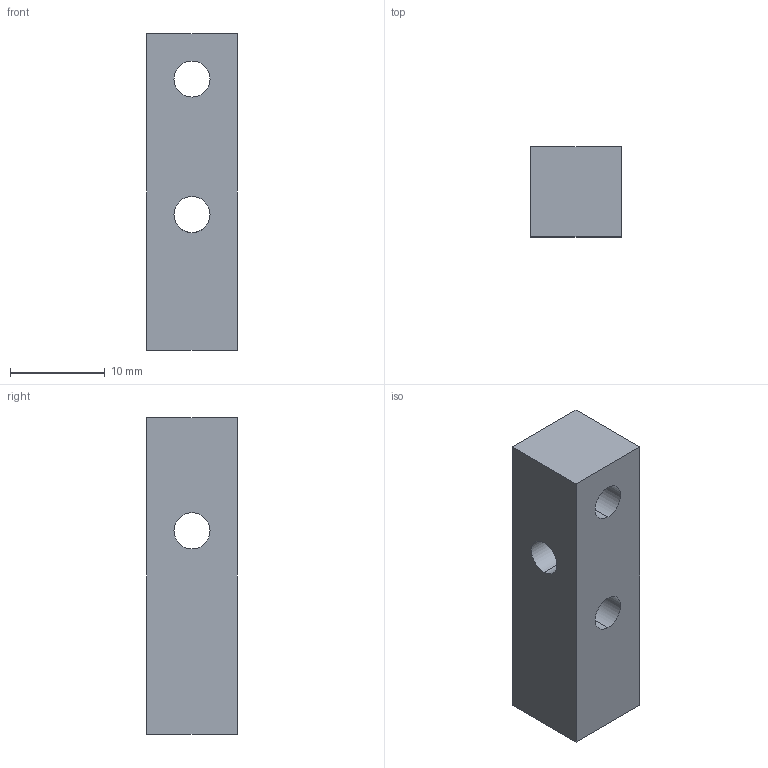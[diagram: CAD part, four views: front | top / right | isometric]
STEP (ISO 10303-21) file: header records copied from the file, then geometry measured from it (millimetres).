
FILE_DESCRIPTION (( 'STEP AP214' ), '1' );
FILE_NAME ('0.375in Medium NutStrip Corner R1.STEP', '2019-10-02T22:10:03', ( 'Kurtis' ), ( '' ), 'SwSTEP 2.0', 'SolidWorks 2015', '' );
FILE_SCHEMA (( 'AUTOMOTIVE_DESIGN' ));
Length unit declared in the file: inch
Products named in the file (1): 0.375in Medium NutStrip Corner R1
Bounding box: 9.53 x 9.53 x 33.34 mm (x, y, z)
Volume: 2557.4 mm3; surface area: 1854.8 mm2
Topology: 1 solids, 1 shells, 14 faces, 39 edges, 26 vertices
Faces by surface type: cylinder 8, plane 6
Entity records: 591 total; most frequent: CARTESIAN_POINT 92, DIRECTION 79, ORIENTED_EDGE 78, EDGE_CURVE 39, AXIS2_PLACEMENT_3D 29, VERTEX_POINT 26, EDGE_LOOP 21, VECTOR 21
